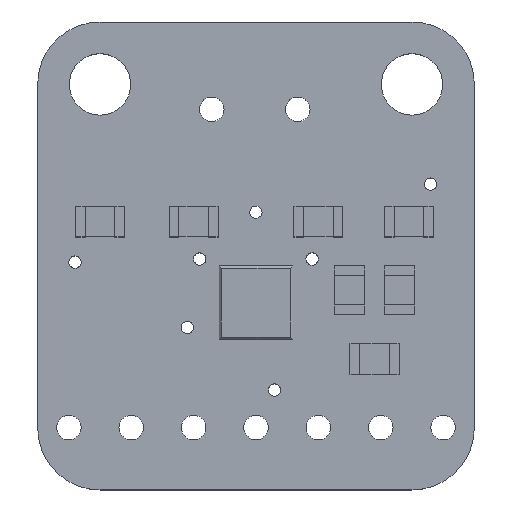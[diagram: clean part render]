
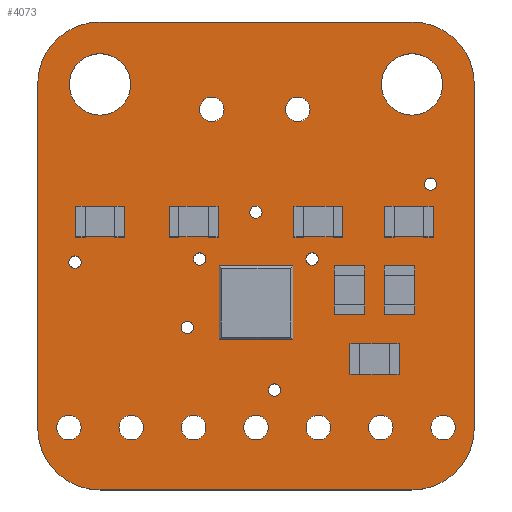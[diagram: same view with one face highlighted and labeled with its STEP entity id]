
A CAD part, top view. The second image highlights one B-rep face of the part: STEP entity #4073.
In plain terms, the highlighted planar face has unit normal (0, 0, 1).
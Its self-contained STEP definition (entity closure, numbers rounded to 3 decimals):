
#68=FACE_BOUND('',#521,.T.);
#69=FACE_BOUND('',#522,.T.);
#70=FACE_BOUND('',#523,.T.);
#71=FACE_BOUND('',#524,.T.);
#72=FACE_BOUND('',#525,.T.);
#73=FACE_BOUND('',#526,.T.);
#74=FACE_BOUND('',#527,.T.);
#75=FACE_BOUND('',#528,.T.);
#76=FACE_BOUND('',#529,.T.);
#77=FACE_BOUND('',#530,.T.);
#78=FACE_BOUND('',#531,.T.);
#79=FACE_BOUND('',#532,.T.);
#80=FACE_BOUND('',#533,.T.);
#81=FACE_BOUND('',#534,.T.);
#82=FACE_BOUND('',#535,.T.);
#83=FACE_BOUND('',#536,.T.);
#84=FACE_BOUND('',#537,.T.);
#85=FACE_BOUND('',#538,.T.);
#86=FACE_BOUND('',#539,.T.);
#110=PLANE('',#4380);
#307=FACE_OUTER_BOUND('',#520,.T.);
#520=EDGE_LOOP('',(#2795,#2796,#2797,#2798,#2799,#2800,#2801,#2802));
#521=EDGE_LOOP('',(#2803));
#522=EDGE_LOOP('',(#2804));
#523=EDGE_LOOP('',(#2805));
#524=EDGE_LOOP('',(#2806));
#525=EDGE_LOOP('',(#2807));
#526=EDGE_LOOP('',(#2808));
#527=EDGE_LOOP('',(#2809));
#528=EDGE_LOOP('',(#2810));
#529=EDGE_LOOP('',(#2811));
#530=EDGE_LOOP('',(#2812));
#531=EDGE_LOOP('',(#2813));
#532=EDGE_LOOP('',(#2814));
#533=EDGE_LOOP('',(#2815));
#534=EDGE_LOOP('',(#2816));
#535=EDGE_LOOP('',(#2817));
#536=EDGE_LOOP('',(#2818));
#537=EDGE_LOOP('',(#2819));
#538=EDGE_LOOP('',(#2820));
#539=EDGE_LOOP('',(#2821));
#765=LINE('',#5821,#1240);
#769=LINE('',#5833,#1244);
#773=LINE('',#5845,#1248);
#777=LINE('',#5857,#1252);
#1240=VECTOR('',#4753,10.);
#1244=VECTOR('',#4765,10.);
#1248=VECTOR('',#4777,10.);
#1252=VECTOR('',#4789,10.);
#1695=CIRCLE('',#4309,0.5);
#1697=CIRCLE('',#4312,0.5);
#1699=CIRCLE('',#4315,0.5);
#1701=CIRCLE('',#4318,1.25);
#1703=CIRCLE('',#4321,0.25);
#1705=CIRCLE('',#4324,0.5);
#1707=CIRCLE('',#4327,0.25);
#1709=CIRCLE('',#4330,0.25);
#1711=CIRCLE('',#4333,0.25);
#1713=CIRCLE('',#4336,0.25);
#1715=CIRCLE('',#4339,0.25);
#1717=CIRCLE('',#4342,0.25);
#1719=CIRCLE('',#4345,0.25);
#1721=CIRCLE('',#4348,0.5);
#1723=CIRCLE('',#4351,1.25);
#1725=CIRCLE('',#4354,0.5);
#1727=CIRCLE('',#4357,0.5);
#1729=CIRCLE('',#4360,0.5);
#1731=CIRCLE('',#4363,0.5);
#1733=CIRCLE('',#4367,2.54);
#1735=CIRCLE('',#4371,2.54);
#1737=CIRCLE('',#4375,2.54);
#1739=CIRCLE('',#4379,2.54);
#1773=VERTEX_POINT('',#5703);
#1775=VERTEX_POINT('',#5709);
#1777=VERTEX_POINT('',#5715);
#1779=VERTEX_POINT('',#5721);
#1781=VERTEX_POINT('',#5727);
#1783=VERTEX_POINT('',#5733);
#1785=VERTEX_POINT('',#5739);
#1787=VERTEX_POINT('',#5745);
#1789=VERTEX_POINT('',#5751);
#1791=VERTEX_POINT('',#5757);
#1793=VERTEX_POINT('',#5763);
#1795=VERTEX_POINT('',#5769);
#1797=VERTEX_POINT('',#5775);
#1799=VERTEX_POINT('',#5781);
#1801=VERTEX_POINT('',#5787);
#1803=VERTEX_POINT('',#5793);
#1805=VERTEX_POINT('',#5799);
#1807=VERTEX_POINT('',#5805);
#1809=VERTEX_POINT('',#5811);
#1812=VERTEX_POINT('',#5818);
#1813=VERTEX_POINT('',#5820);
#1815=VERTEX_POINT('',#5826);
#1817=VERTEX_POINT('',#5832);
#1819=VERTEX_POINT('',#5838);
#1821=VERTEX_POINT('',#5844);
#1823=VERTEX_POINT('',#5850);
#1825=VERTEX_POINT('',#5856);
#2136=EDGE_CURVE('',#1773,#1773,#1695,.T.);
#2139=EDGE_CURVE('',#1775,#1775,#1697,.T.);
#2142=EDGE_CURVE('',#1777,#1777,#1699,.T.);
#2145=EDGE_CURVE('',#1779,#1779,#1701,.T.);
#2148=EDGE_CURVE('',#1781,#1781,#1703,.T.);
#2151=EDGE_CURVE('',#1783,#1783,#1705,.T.);
#2154=EDGE_CURVE('',#1785,#1785,#1707,.T.);
#2157=EDGE_CURVE('',#1787,#1787,#1709,.T.);
#2160=EDGE_CURVE('',#1789,#1789,#1711,.T.);
#2163=EDGE_CURVE('',#1791,#1791,#1713,.T.);
#2166=EDGE_CURVE('',#1793,#1793,#1715,.T.);
#2169=EDGE_CURVE('',#1795,#1795,#1717,.T.);
#2172=EDGE_CURVE('',#1797,#1797,#1719,.T.);
#2175=EDGE_CURVE('',#1799,#1799,#1721,.T.);
#2178=EDGE_CURVE('',#1801,#1801,#1723,.T.);
#2181=EDGE_CURVE('',#1803,#1803,#1725,.T.);
#2184=EDGE_CURVE('',#1805,#1805,#1727,.T.);
#2187=EDGE_CURVE('',#1807,#1807,#1729,.T.);
#2190=EDGE_CURVE('',#1809,#1809,#1731,.T.);
#2193=EDGE_CURVE('',#1813,#1812,#765,.T.);
#2196=EDGE_CURVE('',#1815,#1813,#1733,.T.);
#2199=EDGE_CURVE('',#1817,#1815,#769,.T.);
#2202=EDGE_CURVE('',#1819,#1817,#1735,.T.);
#2205=EDGE_CURVE('',#1821,#1819,#773,.T.);
#2208=EDGE_CURVE('',#1823,#1821,#1737,.T.);
#2211=EDGE_CURVE('',#1825,#1823,#777,.T.);
#2214=EDGE_CURVE('',#1812,#1825,#1739,.T.);
#2795=ORIENTED_EDGE('',*,*,#2214,.T.);
#2796=ORIENTED_EDGE('',*,*,#2211,.T.);
#2797=ORIENTED_EDGE('',*,*,#2208,.T.);
#2798=ORIENTED_EDGE('',*,*,#2205,.T.);
#2799=ORIENTED_EDGE('',*,*,#2202,.T.);
#2800=ORIENTED_EDGE('',*,*,#2199,.T.);
#2801=ORIENTED_EDGE('',*,*,#2196,.T.);
#2802=ORIENTED_EDGE('',*,*,#2193,.T.);
#2803=ORIENTED_EDGE('',*,*,#2136,.T.);
#2804=ORIENTED_EDGE('',*,*,#2139,.T.);
#2805=ORIENTED_EDGE('',*,*,#2142,.T.);
#2806=ORIENTED_EDGE('',*,*,#2145,.T.);
#2807=ORIENTED_EDGE('',*,*,#2148,.T.);
#2808=ORIENTED_EDGE('',*,*,#2151,.T.);
#2809=ORIENTED_EDGE('',*,*,#2154,.T.);
#2810=ORIENTED_EDGE('',*,*,#2157,.T.);
#2811=ORIENTED_EDGE('',*,*,#2160,.T.);
#2812=ORIENTED_EDGE('',*,*,#2163,.T.);
#2813=ORIENTED_EDGE('',*,*,#2166,.T.);
#2814=ORIENTED_EDGE('',*,*,#2169,.T.);
#2815=ORIENTED_EDGE('',*,*,#2172,.T.);
#2816=ORIENTED_EDGE('',*,*,#2175,.T.);
#2817=ORIENTED_EDGE('',*,*,#2178,.T.);
#2818=ORIENTED_EDGE('',*,*,#2181,.T.);
#2819=ORIENTED_EDGE('',*,*,#2184,.T.);
#2820=ORIENTED_EDGE('',*,*,#2187,.T.);
#2821=ORIENTED_EDGE('',*,*,#2190,.T.);
#4073=ADVANCED_FACE('',(#307,#68,#69,#70,#71,#72,#73,#74,#75,#76,#77,#78,
#79,#80,#81,#82,#83,#84,#85,#86),#110,.T.);
#4309=AXIS2_PLACEMENT_3D('',#5705,#4621,#4622);
#4312=AXIS2_PLACEMENT_3D('',#5711,#4628,#4629);
#4315=AXIS2_PLACEMENT_3D('',#5717,#4635,#4636);
#4318=AXIS2_PLACEMENT_3D('',#5723,#4642,#4643);
#4321=AXIS2_PLACEMENT_3D('',#5729,#4649,#4650);
#4324=AXIS2_PLACEMENT_3D('',#5735,#4656,#4657);
#4327=AXIS2_PLACEMENT_3D('',#5741,#4663,#4664);
#4330=AXIS2_PLACEMENT_3D('',#5747,#4670,#4671);
#4333=AXIS2_PLACEMENT_3D('',#5753,#4677,#4678);
#4336=AXIS2_PLACEMENT_3D('',#5759,#4684,#4685);
#4339=AXIS2_PLACEMENT_3D('',#5765,#4691,#4692);
#4342=AXIS2_PLACEMENT_3D('',#5771,#4698,#4699);
#4345=AXIS2_PLACEMENT_3D('',#5777,#4705,#4706);
#4348=AXIS2_PLACEMENT_3D('',#5783,#4712,#4713);
#4351=AXIS2_PLACEMENT_3D('',#5789,#4719,#4720);
#4354=AXIS2_PLACEMENT_3D('',#5795,#4726,#4727);
#4357=AXIS2_PLACEMENT_3D('',#5801,#4733,#4734);
#4360=AXIS2_PLACEMENT_3D('',#5807,#4740,#4741);
#4363=AXIS2_PLACEMENT_3D('',#5813,#4747,#4748);
#4367=AXIS2_PLACEMENT_3D('',#5827,#4759,#4760);
#4371=AXIS2_PLACEMENT_3D('',#5839,#4771,#4772);
#4375=AXIS2_PLACEMENT_3D('',#5851,#4783,#4784);
#4379=AXIS2_PLACEMENT_3D('',#5861,#4795,#4796);
#4380=AXIS2_PLACEMENT_3D('',#5862,#4797,#4798);
#4621=DIRECTION('center_axis',(0.,0.,-1.));
#4622=DIRECTION('ref_axis',(1.,0.,0.));
#4628=DIRECTION('center_axis',(0.,0.,-1.));
#4629=DIRECTION('ref_axis',(1.,0.,0.));
#4635=DIRECTION('center_axis',(0.,0.,-1.));
#4636=DIRECTION('ref_axis',(1.,0.,0.));
#4642=DIRECTION('center_axis',(0.,0.,-1.));
#4643=DIRECTION('ref_axis',(1.,0.,0.));
#4649=DIRECTION('center_axis',(0.,0.,-1.));
#4650=DIRECTION('ref_axis',(1.,0.,0.));
#4656=DIRECTION('center_axis',(0.,0.,-1.));
#4657=DIRECTION('ref_axis',(1.,0.,0.));
#4663=DIRECTION('center_axis',(0.,0.,-1.));
#4664=DIRECTION('ref_axis',(1.,0.,0.));
#4670=DIRECTION('center_axis',(0.,0.,-1.));
#4671=DIRECTION('ref_axis',(1.,0.,0.));
#4677=DIRECTION('center_axis',(0.,0.,-1.));
#4678=DIRECTION('ref_axis',(1.,0.,0.));
#4684=DIRECTION('center_axis',(0.,0.,-1.));
#4685=DIRECTION('ref_axis',(1.,0.,0.));
#4691=DIRECTION('center_axis',(0.,0.,-1.));
#4692=DIRECTION('ref_axis',(1.,0.,0.));
#4698=DIRECTION('center_axis',(0.,0.,-1.));
#4699=DIRECTION('ref_axis',(1.,0.,0.));
#4705=DIRECTION('center_axis',(0.,0.,-1.));
#4706=DIRECTION('ref_axis',(1.,0.,0.));
#4712=DIRECTION('center_axis',(0.,0.,-1.));
#4713=DIRECTION('ref_axis',(1.,0.,0.));
#4719=DIRECTION('center_axis',(0.,0.,-1.));
#4720=DIRECTION('ref_axis',(1.,0.,0.));
#4726=DIRECTION('center_axis',(0.,0.,-1.));
#4727=DIRECTION('ref_axis',(1.,0.,0.));
#4733=DIRECTION('center_axis',(0.,0.,-1.));
#4734=DIRECTION('ref_axis',(1.,0.,0.));
#4740=DIRECTION('center_axis',(0.,0.,-1.));
#4741=DIRECTION('ref_axis',(1.,0.,0.));
#4747=DIRECTION('center_axis',(0.,0.,-1.));
#4748=DIRECTION('ref_axis',(1.,0.,0.));
#4753=DIRECTION('',(-1.,0.,0.));
#4759=DIRECTION('center_axis',(0.,0.,1.));
#4760=DIRECTION('ref_axis',(1.,0.,0.));
#4765=DIRECTION('',(0.,1.,0.));
#4771=DIRECTION('center_axis',(0.,0.,1.));
#4772=DIRECTION('ref_axis',(0.,-1.,0.));
#4777=DIRECTION('',(1.,0.,0.));
#4783=DIRECTION('center_axis',(0.,0.,1.));
#4784=DIRECTION('ref_axis',(-1.,0.,0.));
#4789=DIRECTION('',(0.,-1.,0.));
#4795=DIRECTION('center_axis',(0.,0.,1.));
#4796=DIRECTION('ref_axis',(0.,1.,0.));
#4797=DIRECTION('center_axis',(0.,0.,1.));
#4798=DIRECTION('ref_axis',(1.,0.,0.));
#5703=CARTESIAN_POINT('',(3.31,2.54,1.57));
#5705=CARTESIAN_POINT('Origin',(3.81,2.54,1.57));
#5709=CARTESIAN_POINT('',(8.39,2.54,1.57));
#5711=CARTESIAN_POINT('Origin',(8.89,2.54,1.57));
#5715=CARTESIAN_POINT('',(13.47,2.54,1.57));
#5717=CARTESIAN_POINT('Origin',(13.97,2.54,1.57));
#5721=CARTESIAN_POINT('',(1.29,16.51,1.57));
#5723=CARTESIAN_POINT('Origin',(2.54,16.51,1.57));
#5727=CARTESIAN_POINT('',(9.398,4.068,1.57));
#5729=CARTESIAN_POINT('Origin',(9.648,4.068,1.57));
#5733=CARTESIAN_POINT('',(6.59,15.494,1.57));
#5735=CARTESIAN_POINT('Origin',(7.09,15.494,1.57));
#5739=CARTESIAN_POINT('',(5.842,6.608,1.57));
#5741=CARTESIAN_POINT('Origin',(6.092,6.608,1.57));
#5745=CARTESIAN_POINT('',(1.27,9.275,1.57));
#5747=CARTESIAN_POINT('Origin',(1.52,9.275,1.57));
#5751=CARTESIAN_POINT('',(10.922,9.402,1.57));
#5753=CARTESIAN_POINT('Origin',(11.172,9.402,1.57));
#5757=CARTESIAN_POINT('',(6.35,9.402,1.57));
#5759=CARTESIAN_POINT('Origin',(6.6,9.402,1.57));
#5763=CARTESIAN_POINT('',(8.636,11.307,1.57));
#5765=CARTESIAN_POINT('Origin',(8.886,11.307,1.57));
#5769=CARTESIAN_POINT('',(15.748,12.45,1.57));
#5771=CARTESIAN_POINT('Origin',(15.998,12.45,1.57));
#5775=CARTESIAN_POINT('',(8.382,7.878,1.57));
#5777=CARTESIAN_POINT('Origin',(8.632,7.878,1.57));
#5781=CARTESIAN_POINT('',(10.09,15.494,1.57));
#5783=CARTESIAN_POINT('Origin',(10.59,15.494,1.57));
#5787=CARTESIAN_POINT('',(13.99,16.51,1.57));
#5789=CARTESIAN_POINT('Origin',(15.24,16.51,1.57));
#5793=CARTESIAN_POINT('',(16.01,2.54,1.57));
#5795=CARTESIAN_POINT('Origin',(16.51,2.54,1.57));
#5799=CARTESIAN_POINT('',(10.93,2.54,1.57));
#5801=CARTESIAN_POINT('Origin',(11.43,2.54,1.57));
#5805=CARTESIAN_POINT('',(5.85,2.54,1.57));
#5807=CARTESIAN_POINT('Origin',(6.35,2.54,1.57));
#5811=CARTESIAN_POINT('',(0.77,2.54,1.57));
#5813=CARTESIAN_POINT('Origin',(1.27,2.54,1.57));
#5818=CARTESIAN_POINT('',(2.54,19.05,1.57));
#5820=CARTESIAN_POINT('',(15.24,19.05,1.57));
#5821=CARTESIAN_POINT('',(2.54,19.05,1.57));
#5826=CARTESIAN_POINT('',(17.78,16.51,1.57));
#5827=CARTESIAN_POINT('Origin',(15.24,16.51,1.57));
#5832=CARTESIAN_POINT('',(17.78,2.54,1.57));
#5833=CARTESIAN_POINT('',(17.78,16.51,1.57));
#5838=CARTESIAN_POINT('',(15.24,0.,1.57));
#5839=CARTESIAN_POINT('Origin',(15.24,2.54,1.57));
#5844=CARTESIAN_POINT('',(2.54,0.,1.57));
#5845=CARTESIAN_POINT('',(15.24,0.,1.57));
#5850=CARTESIAN_POINT('',(0.,2.54,1.57));
#5851=CARTESIAN_POINT('Origin',(2.54,2.54,1.57));
#5856=CARTESIAN_POINT('',(0.,16.51,1.57));
#5857=CARTESIAN_POINT('',(0.,2.54,1.57));
#5861=CARTESIAN_POINT('Origin',(2.54,16.51,1.57));
#5862=CARTESIAN_POINT('Origin',(8.89,9.525,1.57));
